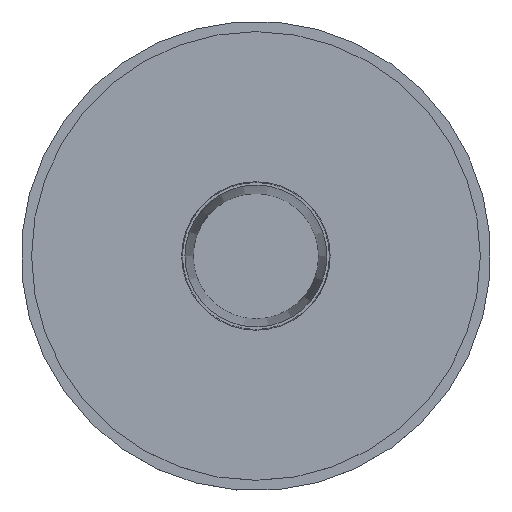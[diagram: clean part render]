
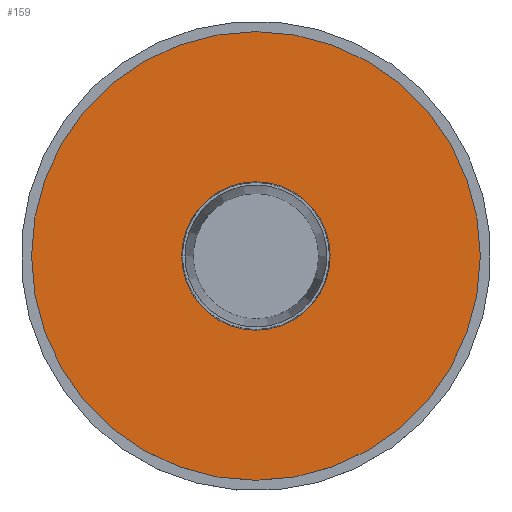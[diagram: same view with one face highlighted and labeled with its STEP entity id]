
A CAD part, top view. The second image highlights one B-rep face of the part: STEP entity #159.
In plain terms, the highlighted planar face has unit normal (0, 0, 1).
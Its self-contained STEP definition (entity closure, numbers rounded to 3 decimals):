
#63=PLANE('',#1125);
#97=FACE_BOUND('',#304,.T.);
#98=FACE_BOUND('',#305,.T.);
#159=ADVANCED_FACE('',(#97,#98),#63,.T.);
#304=EDGE_LOOP('',(#666));
#305=EDGE_LOOP('',(#667));
#666=ORIENTED_EDGE('',*,*,#811,.F.);
#667=ORIENTED_EDGE('',*,*,#904,.F.);
#715=VERTEX_POINT('',#1562);
#764=VERTEX_POINT('',#1903);
#811=EDGE_CURVE('',#715,#715,#938,.T.);
#904=EDGE_CURVE('',#764,#764,#988,.T.);
#938=CIRCLE('',#1032,21.5);
#988=CIRCLE('',#1124,7.114);
#1032=AXIS2_PLACEMENT_3D('',#1561,#1222,#1223);
#1124=AXIS2_PLACEMENT_3D('',#1902,#1438,#1439);
#1125=AXIS2_PLACEMENT_3D('',#1904,#1440,#1441);
#1222=DIRECTION('',(0.,0.,-1.));
#1223=DIRECTION('',(1.,0.,0.));
#1438=DIRECTION('',(0.,0.,1.));
#1439=DIRECTION('',(1.,0.,0.));
#1440=DIRECTION('',(0.,0.,1.));
#1441=DIRECTION('',(1.,0.,0.));
#1561=CARTESIAN_POINT('',(0.,0.,25.1));
#1562=CARTESIAN_POINT('',(21.5,0.,25.1));
#1902=CARTESIAN_POINT('',(0.,0.,25.1));
#1903=CARTESIAN_POINT('',(7.114,0.,25.1));
#1904=CARTESIAN_POINT('',(0.,0.,25.1));
